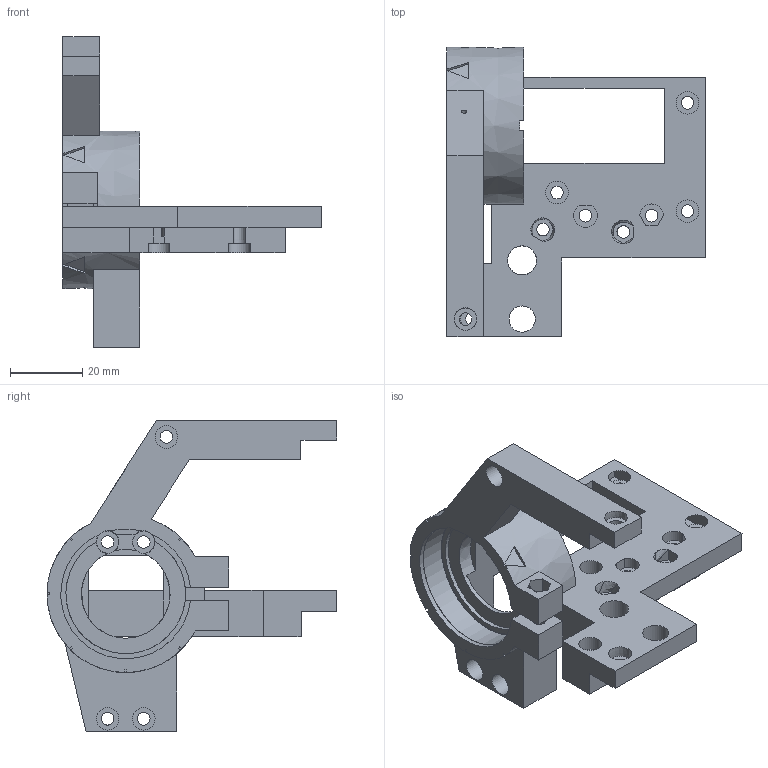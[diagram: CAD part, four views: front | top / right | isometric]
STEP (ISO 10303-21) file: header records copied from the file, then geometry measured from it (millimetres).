
FILE_DESCRIPTION(/* description */ (''),/* implementation_level */ '2;1');
FILE_NAME(/* name */ 'body_fr.step',/* time_stamp */ '2024-04-21T17:00:48+02:00',/* author */ (''),/* organization */ (''),/* preprocessor_version */ 'ST-DEVELOPER v20',/* originating_system */ 'Autodesk Translation Framework v12.20.1.177',/* authorisation */ '');
FILE_SCHEMA (('AUTOMOTIVE_DESIGN { 1 0 10303 214 3 1 1 }'));
Length unit declared in the file: millimetre
Products named in the file (1): body_fr
Bounding box: 71.77 x 80.48 x 86.3 mm (x, y, z)
Volume: 47396.2 mm3; surface area: 24094.1 mm2
Topology: 1 solids, 1 shells, 194 faces, 545 edges, 365 vertices
Faces by surface type: plane 131, cylinder 38, cone 16, bspline 9
Full cylindrical faces by diameter (mm): 1.5 x2, 3.5 x14, 6.269 x1, 6.27 x5, 7.273 x1, 8.057 x1
Entity records: 13710 total; most frequent: CARTESIAN_POINT 8516, ORIENTED_EDGE 1090, DIRECTION 1050, EDGE_CURVE 545, VERTEX_POINT 365, AXIS2_PLACEMENT_3D 364, LINE 322, VECTOR 322
